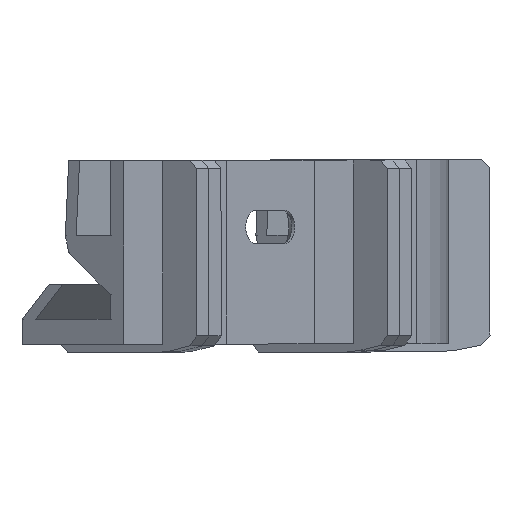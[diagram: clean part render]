
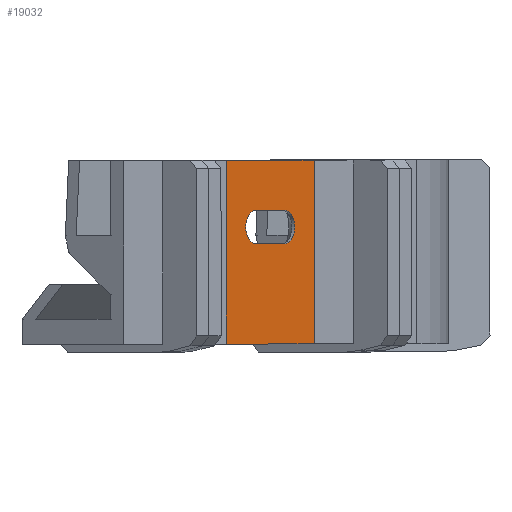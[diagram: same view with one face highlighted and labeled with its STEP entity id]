
A CAD part, left-side view. The second image highlights one B-rep face of the part: STEP entity #19032.
In plain terms, the highlighted face is planar.
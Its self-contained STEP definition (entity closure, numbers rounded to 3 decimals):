
#18756 = VERTEX_POINT('',#18757);
#18757 = CARTESIAN_POINT('',(3.,0.,16.));
#18764 = CYLINDRICAL_SURFACE('',#18765,2.);
#18765 = AXIS2_PLACEMENT_3D('',#18766,#18767,#18768);
#18766 = CARTESIAN_POINT('',(3.,24.,14.));
#18767 = DIRECTION('',(-0.,1.,0.));
#18768 = DIRECTION('',(0.,0.,-1.));
#18776 = PLANE('',#18777);
#18777 = AXIS2_PLACEMENT_3D('',#18778,#18779,#18780);
#18778 = CARTESIAN_POINT('',(3.,24.,16.));
#18779 = DIRECTION('',(0.,0.,-1.));
#18780 = DIRECTION('',(-1.,0.,-0.));
#18818 = VERTEX_POINT('',#18819);
#18819 = CARTESIAN_POINT('',(3.,0.,12.));
#18833 = PLANE('',#18834);
#18834 = AXIS2_PLACEMENT_3D('',#18835,#18836,#18837);
#18835 = CARTESIAN_POINT('',(-3.,24.,12.));
#18836 = DIRECTION('',(0.,0.,1.));
#18837 = DIRECTION('',(1.,0.,0.));
#18845 = EDGE_CURVE('',#18756,#18818,#18846,.T.);
#18846 = SURFACE_CURVE('',#18847,(#18852,#18859),.PCURVE_S1.);
#18847 = CIRCLE('',#18848,2.);
#18848 = AXIS2_PLACEMENT_3D('',#18849,#18850,#18851);
#18849 = CARTESIAN_POINT('',(3.,0.,14.));
#18850 = DIRECTION('',(0.,1.,0.));
#18851 = DIRECTION('',(0.,0.,-1.));
#18852 = PCURVE('',#18764,#18853);
#18853 = DEFINITIONAL_REPRESENTATION('',(#18854),#18858);
#18854 = LINE('',#18855,#18856);
#18855 = CARTESIAN_POINT('',(-6.283,-24.));
#18856 = VECTOR('',#18857,1.);
#18857 = DIRECTION('',(1.,-0.));
#18858 = ( GEOMETRIC_REPRESENTATION_CONTEXT(2) 
PARAMETRIC_REPRESENTATION_CONTEXT() REPRESENTATION_CONTEXT('2D SPACE',''
  ) );
#18859 = PCURVE('',#18860,#18865);
#18860 = PLANE('',#18861);
#18861 = AXIS2_PLACEMENT_3D('',#18862,#18863,#18864);
#18862 = CARTESIAN_POINT('',(0.,0.,0.));
#18863 = DIRECTION('',(0.,1.,-0.));
#18864 = DIRECTION('',(0.,0.,1.));
#18865 = DEFINITIONAL_REPRESENTATION('',(#18866),#18870);
#18866 = CIRCLE('',#18867,2.);
#18867 = AXIS2_PLACEMENT_2D('',#18868,#18869);
#18868 = CARTESIAN_POINT('',(14.,3.));
#18869 = DIRECTION('',(-1.,0.));
#18870 = ( GEOMETRIC_REPRESENTATION_CONTEXT(2) 
PARAMETRIC_REPRESENTATION_CONTEXT() REPRESENTATION_CONTEXT('2D SPACE',''
  ) );
#18878 = VERTEX_POINT('',#18879);
#18879 = CARTESIAN_POINT('',(-3.,0.,16.));
#18893 = CYLINDRICAL_SURFACE('',#18894,2.);
#18894 = AXIS2_PLACEMENT_3D('',#18895,#18896,#18897);
#18895 = CARTESIAN_POINT('',(-3.,24.,14.));
#18896 = DIRECTION('',(-0.,1.,0.));
#18897 = DIRECTION('',(0.,0.,1.));
#18932 = EDGE_CURVE('',#18756,#18878,#18933,.T.);
#18933 = SURFACE_CURVE('',#18934,(#18938,#18944),.PCURVE_S1.);
#18934 = LINE('',#18935,#18936);
#18935 = CARTESIAN_POINT('',(1.5,0.,16.));
#18936 = VECTOR('',#18937,1.);
#18937 = DIRECTION('',(-1.,0.,0.));
#18938 = PCURVE('',#18776,#18939);
#18939 = DEFINITIONAL_REPRESENTATION('',(#18940),#18943);
#18940 = B_SPLINE_CURVE_WITH_KNOTS('',1,(#18941,#18942),.UNSPECIFIED.,
  .F.,.F.,(2,2),(-1.5,4.5),.PIECEWISE_BEZIER_KNOTS.);
#18941 = CARTESIAN_POINT('',(0.,-24.));
#18942 = CARTESIAN_POINT('',(6.,-24.));
#18943 = ( GEOMETRIC_REPRESENTATION_CONTEXT(2) 
PARAMETRIC_REPRESENTATION_CONTEXT() REPRESENTATION_CONTEXT('2D SPACE',''
  ) );
#18944 = PCURVE('',#18860,#18945);
#18945 = DEFINITIONAL_REPRESENTATION('',(#18946),#18949);
#18946 = B_SPLINE_CURVE_WITH_KNOTS('',1,(#18947,#18948),.UNSPECIFIED.,
  .F.,.F.,(2,2),(-1.5,4.5),.PIECEWISE_BEZIER_KNOTS.);
#18947 = CARTESIAN_POINT('',(16.,3.));
#18948 = CARTESIAN_POINT('',(16.,-3.));
#18949 = ( GEOMETRIC_REPRESENTATION_CONTEXT(2) 
PARAMETRIC_REPRESENTATION_CONTEXT() REPRESENTATION_CONTEXT('2D SPACE',''
  ) );
#19032 = ADVANCED_FACE('',(#19033,#19147),#18860,.F.);
#19033 = FACE_BOUND('',#19034,.F.);
#19034 = EDGE_LOOP('',(#19035,#19065,#19093,#19121));
#19035 = ORIENTED_EDGE('',*,*,#19036,.F.);
#19036 = EDGE_CURVE('',#19037,#19039,#19041,.T.);
#19037 = VERTEX_POINT('',#19038);
#19038 = CARTESIAN_POINT('',(-9.,0.,0.));
#19039 = VERTEX_POINT('',#19040);
#19040 = CARTESIAN_POINT('',(9.,0.,0.));
#19041 = SURFACE_CURVE('',#19042,(#19046,#19053),.PCURVE_S1.);
#19042 = LINE('',#19043,#19044);
#19043 = CARTESIAN_POINT('',(-9.,0.,0.));
#19044 = VECTOR('',#19045,1.);
#19045 = DIRECTION('',(1.,0.,0.));
#19046 = PCURVE('',#18860,#19047);
#19047 = DEFINITIONAL_REPRESENTATION('',(#19048),#19052);
#19048 = LINE('',#19049,#19050);
#19049 = CARTESIAN_POINT('',(0.,-9.));
#19050 = VECTOR('',#19051,1.);
#19051 = DIRECTION('',(0.,1.));
#19052 = ( GEOMETRIC_REPRESENTATION_CONTEXT(2) 
PARAMETRIC_REPRESENTATION_CONTEXT() REPRESENTATION_CONTEXT('2D SPACE',''
  ) );
#19053 = PCURVE('',#19054,#19059);
#19054 = PLANE('',#19055);
#19055 = AXIS2_PLACEMENT_3D('',#19056,#19057,#19058);
#19056 = CARTESIAN_POINT('',(0.,15.,0.));
#19057 = DIRECTION('',(0.,0.,1.));
#19058 = DIRECTION('',(0.,-1.,0.));
#19059 = DEFINITIONAL_REPRESENTATION('',(#19060),#19064);
#19060 = LINE('',#19061,#19062);
#19061 = CARTESIAN_POINT('',(15.,-9.));
#19062 = VECTOR('',#19063,1.);
#19063 = DIRECTION('',(0.,1.));
#19064 = ( GEOMETRIC_REPRESENTATION_CONTEXT(2) 
PARAMETRIC_REPRESENTATION_CONTEXT() REPRESENTATION_CONTEXT('2D SPACE',''
  ) );
#19065 = ORIENTED_EDGE('',*,*,#19066,.T.);
#19066 = EDGE_CURVE('',#19037,#19067,#19069,.T.);
#19067 = VERTEX_POINT('',#19068);
#19068 = CARTESIAN_POINT('',(-9.,0.,22.));
#19069 = SURFACE_CURVE('',#19070,(#19074,#19081),.PCURVE_S1.);
#19070 = LINE('',#19071,#19072);
#19071 = CARTESIAN_POINT('',(-9.,0.,0.));
#19072 = VECTOR('',#19073,1.);
#19073 = DIRECTION('',(0.,0.,1.));
#19074 = PCURVE('',#18860,#19075);
#19075 = DEFINITIONAL_REPRESENTATION('',(#19076),#19080);
#19076 = LINE('',#19077,#19078);
#19077 = CARTESIAN_POINT('',(0.,-9.));
#19078 = VECTOR('',#19079,1.);
#19079 = DIRECTION('',(1.,0.));
#19080 = ( GEOMETRIC_REPRESENTATION_CONTEXT(2) 
PARAMETRIC_REPRESENTATION_CONTEXT() REPRESENTATION_CONTEXT('2D SPACE',''
  ) );
#19081 = PCURVE('',#19082,#19087);
#19082 = PLANE('',#19083);
#19083 = AXIS2_PLACEMENT_3D('',#19084,#19085,#19086);
#19084 = CARTESIAN_POINT('',(-9.,4.162,7.662));
#19085 = DIRECTION('',(-1.,0.,0.));
#19086 = DIRECTION('',(0.,0.,1.));
#19087 = DEFINITIONAL_REPRESENTATION('',(#19088),#19092);
#19088 = LINE('',#19089,#19090);
#19089 = CARTESIAN_POINT('',(-7.662,-4.162));
#19090 = VECTOR('',#19091,1.);
#19091 = DIRECTION('',(1.,0.));
#19092 = ( GEOMETRIC_REPRESENTATION_CONTEXT(2) 
PARAMETRIC_REPRESENTATION_CONTEXT() REPRESENTATION_CONTEXT('2D SPACE',''
  ) );
#19093 = ORIENTED_EDGE('',*,*,#19094,.F.);
#19094 = EDGE_CURVE('',#19095,#19067,#19097,.T.);
#19095 = VERTEX_POINT('',#19096);
#19096 = CARTESIAN_POINT('',(9.,0.,22.));
#19097 = SURFACE_CURVE('',#19098,(#19102,#19109),.PCURVE_S1.);
#19098 = LINE('',#19099,#19100);
#19099 = CARTESIAN_POINT('',(9.,0.,22.));
#19100 = VECTOR('',#19101,1.);
#19101 = DIRECTION('',(-1.,0.,0.));
#19102 = PCURVE('',#18860,#19103);
#19103 = DEFINITIONAL_REPRESENTATION('',(#19104),#19108);
#19104 = LINE('',#19105,#19106);
#19105 = CARTESIAN_POINT('',(22.,9.));
#19106 = VECTOR('',#19107,1.);
#19107 = DIRECTION('',(0.,-1.));
#19108 = ( GEOMETRIC_REPRESENTATION_CONTEXT(2) 
PARAMETRIC_REPRESENTATION_CONTEXT() REPRESENTATION_CONTEXT('2D SPACE',''
  ) );
#19109 = PCURVE('',#19110,#19115);
#19110 = PLANE('',#19111);
#19111 = AXIS2_PLACEMENT_3D('',#19112,#19113,#19114);
#19112 = CARTESIAN_POINT('',(0.,0.,22.));
#19113 = DIRECTION('',(0.,0.,-1.));
#19114 = DIRECTION('',(0.,1.,0.));
#19115 = DEFINITIONAL_REPRESENTATION('',(#19116),#19120);
#19116 = LINE('',#19117,#19118);
#19117 = CARTESIAN_POINT('',(0.,9.));
#19118 = VECTOR('',#19119,1.);
#19119 = DIRECTION('',(0.,-1.));
#19120 = ( GEOMETRIC_REPRESENTATION_CONTEXT(2) 
PARAMETRIC_REPRESENTATION_CONTEXT() REPRESENTATION_CONTEXT('2D SPACE',''
  ) );
#19121 = ORIENTED_EDGE('',*,*,#19122,.F.);
#19122 = EDGE_CURVE('',#19039,#19095,#19123,.T.);
#19123 = SURFACE_CURVE('',#19124,(#19128,#19135),.PCURVE_S1.);
#19124 = LINE('',#19125,#19126);
#19125 = CARTESIAN_POINT('',(9.,0.,0.));
#19126 = VECTOR('',#19127,1.);
#19127 = DIRECTION('',(0.,0.,1.));
#19128 = PCURVE('',#18860,#19129);
#19129 = DEFINITIONAL_REPRESENTATION('',(#19130),#19134);
#19130 = LINE('',#19131,#19132);
#19131 = CARTESIAN_POINT('',(0.,9.));
#19132 = VECTOR('',#19133,1.);
#19133 = DIRECTION('',(1.,0.));
#19134 = ( GEOMETRIC_REPRESENTATION_CONTEXT(2) 
PARAMETRIC_REPRESENTATION_CONTEXT() REPRESENTATION_CONTEXT('2D SPACE',''
  ) );
#19135 = PCURVE('',#19136,#19141);
#19136 = PLANE('',#19137);
#19137 = AXIS2_PLACEMENT_3D('',#19138,#19139,#19140);
#19138 = CARTESIAN_POINT('',(9.,4.162,7.662));
#19139 = DIRECTION('',(-1.,0.,0.));
#19140 = DIRECTION('',(0.,0.,1.));
#19141 = DEFINITIONAL_REPRESENTATION('',(#19142),#19146);
#19142 = LINE('',#19143,#19144);
#19143 = CARTESIAN_POINT('',(-7.662,-4.162));
#19144 = VECTOR('',#19145,1.);
#19145 = DIRECTION('',(1.,0.));
#19146 = ( GEOMETRIC_REPRESENTATION_CONTEXT(2) 
PARAMETRIC_REPRESENTATION_CONTEXT() REPRESENTATION_CONTEXT('2D SPACE',''
  ) );
#19147 = FACE_BOUND('',#19148,.F.);
#19148 = EDGE_LOOP('',(#19149,#19150,#19151,#19175));
#19149 = ORIENTED_EDGE('',*,*,#18845,.F.);
#19150 = ORIENTED_EDGE('',*,*,#18932,.T.);
#19151 = ORIENTED_EDGE('',*,*,#19152,.F.);
#19152 = EDGE_CURVE('',#19153,#18878,#19155,.T.);
#19153 = VERTEX_POINT('',#19154);
#19154 = CARTESIAN_POINT('',(-3.,0.,12.));
#19155 = SURFACE_CURVE('',#19156,(#19161,#19168),.PCURVE_S1.);
#19156 = CIRCLE('',#19157,2.);
#19157 = AXIS2_PLACEMENT_3D('',#19158,#19159,#19160);
#19158 = CARTESIAN_POINT('',(-3.,0.,14.));
#19159 = DIRECTION('',(-0.,1.,0.));
#19160 = DIRECTION('',(0.,0.,1.));
#19161 = PCURVE('',#18860,#19162);
#19162 = DEFINITIONAL_REPRESENTATION('',(#19163),#19167);
#19163 = CIRCLE('',#19164,2.);
#19164 = AXIS2_PLACEMENT_2D('',#19165,#19166);
#19165 = CARTESIAN_POINT('',(14.,-3.));
#19166 = DIRECTION('',(1.,0.));
#19167 = ( GEOMETRIC_REPRESENTATION_CONTEXT(2) 
PARAMETRIC_REPRESENTATION_CONTEXT() REPRESENTATION_CONTEXT('2D SPACE',''
  ) );
#19168 = PCURVE('',#18893,#19169);
#19169 = DEFINITIONAL_REPRESENTATION('',(#19170),#19174);
#19170 = LINE('',#19171,#19172);
#19171 = CARTESIAN_POINT('',(-6.283,-24.));
#19172 = VECTOR('',#19173,1.);
#19173 = DIRECTION('',(1.,-0.));
#19174 = ( GEOMETRIC_REPRESENTATION_CONTEXT(2) 
PARAMETRIC_REPRESENTATION_CONTEXT() REPRESENTATION_CONTEXT('2D SPACE',''
  ) );
#19175 = ORIENTED_EDGE('',*,*,#19176,.T.);
#19176 = EDGE_CURVE('',#19153,#18818,#19177,.T.);
#19177 = SURFACE_CURVE('',#19178,(#19182,#19188),.PCURVE_S1.);
#19178 = LINE('',#19179,#19180);
#19179 = CARTESIAN_POINT('',(-1.5,0.,12.));
#19180 = VECTOR('',#19181,1.);
#19181 = DIRECTION('',(1.,-0.,0.));
#19182 = PCURVE('',#18860,#19183);
#19183 = DEFINITIONAL_REPRESENTATION('',(#19184),#19187);
#19184 = B_SPLINE_CURVE_WITH_KNOTS('',1,(#19185,#19186),.UNSPECIFIED.,
  .F.,.F.,(2,2),(-1.5,4.5),.PIECEWISE_BEZIER_KNOTS.);
#19185 = CARTESIAN_POINT('',(12.,-3.));
#19186 = CARTESIAN_POINT('',(12.,3.));
#19187 = ( GEOMETRIC_REPRESENTATION_CONTEXT(2) 
PARAMETRIC_REPRESENTATION_CONTEXT() REPRESENTATION_CONTEXT('2D SPACE',''
  ) );
#19188 = PCURVE('',#18833,#19189);
#19189 = DEFINITIONAL_REPRESENTATION('',(#19190),#19193);
#19190 = B_SPLINE_CURVE_WITH_KNOTS('',1,(#19191,#19192),.UNSPECIFIED.,
  .F.,.F.,(2,2),(-1.5,4.5),.PIECEWISE_BEZIER_KNOTS.);
#19191 = CARTESIAN_POINT('',(0.,-24.));
#19192 = CARTESIAN_POINT('',(6.,-24.));
#19193 = ( GEOMETRIC_REPRESENTATION_CONTEXT(2) 
PARAMETRIC_REPRESENTATION_CONTEXT() REPRESENTATION_CONTEXT('2D SPACE',''
  ) );
